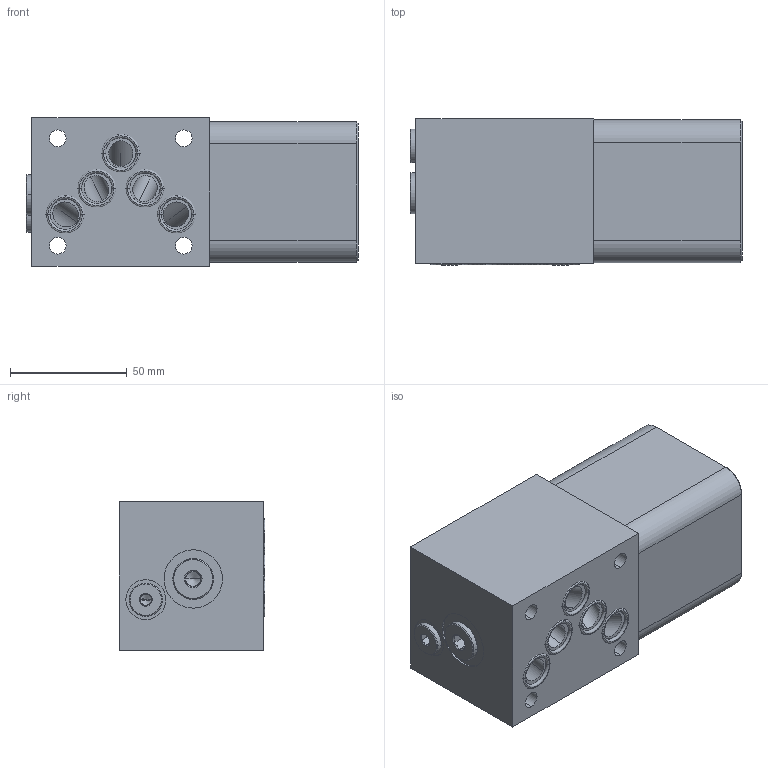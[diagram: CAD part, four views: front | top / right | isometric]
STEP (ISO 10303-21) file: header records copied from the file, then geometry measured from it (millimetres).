
FILE_DESCRIPTION((''),'2;1');
FILE_NAME('U7L_ASM','2020-09-10T',('ProEService'),(''),'PRO/ENGINEER BY PARAMETRIC TECHNOLOGY CORPORATION, 2014200','PRO/ENGINEER BY PARAMETRIC TECHNOLOGY CORPORATION, 2014200','');
FILE_SCHEMA(('CONFIG_CONTROL_DESIGN'));
Length unit declared in the file: inch
Products named in the file (5): 172-931; A330-006-006; A330-006-004; 500-001-014; U7L_ASM
Assembly tree (8 placements, depth 2):
  U7L_ASM
    172-931
    A330-006-006
    A330-006-004
    500-001-014  x5
Bounding box: 142.21 x 62.46 x 63.5 mm (x, y, z)
Volume: 415177.5 mm3; surface area: 71876.2 mm2
Topology: 8 solids, 8 shells, 234 faces, 809 edges, 727 vertices
Faces by surface type: cylinder 88, plane 54, cone 51, revolution 20, sphere 15, torus 6
Entity records: 10246 total; most frequent: CARTESIAN_POINT 3711, DIRECTION 1358, ORIENTED_EDGE 1088, EDGE_CURVE 544, AXIS2_PLACEMENT_3D 458, VECTOR 438, LINE 438, VERTEX_POINT 339
